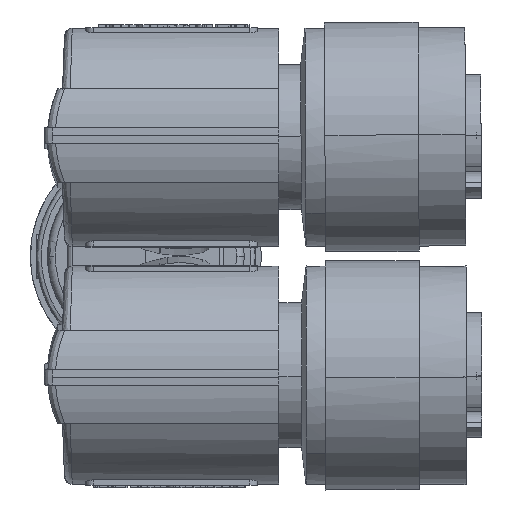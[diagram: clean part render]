
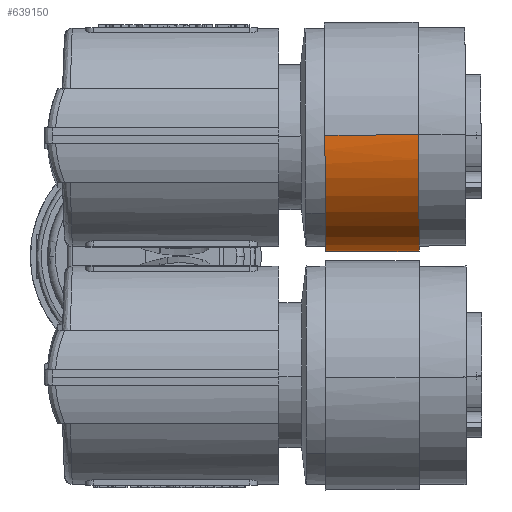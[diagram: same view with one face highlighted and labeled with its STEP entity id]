
A CAD part, left-side view. The second image highlights one B-rep face of the part: STEP entity #639150.
In plain terms, the highlighted cylindrical face has radius 7.35 mm (diameter 14.7 mm), a partial arc.
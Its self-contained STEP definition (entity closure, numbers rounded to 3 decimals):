
#606870=CARTESIAN_POINT('',(20.479,46.441,
9.45));
#606880=DIRECTION('',(0.005,1.,
0.));
#606890=DIRECTION('',(0.,0.,
-1.));
#606900=AXIS2_PLACEMENT_3D('',#606870,#606880,#606890);
#606910=CIRCLE('',#606900,7.35);
#606920=CARTESIAN_POINT('',(17.771,46.454,
2.617));
#606930=VERTEX_POINT('',#606920);
#606940=CARTESIAN_POINT('',(20.482,46.442,
16.8));
#606950=VERTEX_POINT('',#606940);
#606960=EDGE_CURVE('',#606930,#606950,#606910,.T.);
#606980=CARTESIAN_POINT('',(20.477,46.44,
2.1));
#606990=VERTEX_POINT('',#606980);
#607020=EDGE_CURVE('',#606990,#606930,#606910,.T.);
#616120=CARTESIAN_POINT('',(20.508,52.441,
9.449));
#616130=DIRECTION('',(0.005,1.,
0.));
#616140=DIRECTION('',(0.,0.,
-1.));
#616150=AXIS2_PLACEMENT_3D('',#616120,#616130,#616140);
#616160=CIRCLE('',#616150,7.35);
#616170=CARTESIAN_POINT('',(20.511,52.442,
16.799));
#616180=VERTEX_POINT('',#616170);
#616190=CARTESIAN_POINT('',(20.506,52.44,
2.099));
#616200=VERTEX_POINT('',#616190);
#616230=CARTESIAN_POINT('',(20.198,52.442,
2.106));
#616240=VERTEX_POINT('',#616230);
#616250=EDGE_CURVE('',#616240,#616180,#616160,.T.);
#616270=EDGE_CURVE('',#616200,#616240,#616160,.T.);
#638920=CARTESIAN_POINT('',(20.508,52.441,
9.449));
#638930=DIRECTION('',(0.005,1.,
0.));
#638940=DIRECTION('',(0.,0.,
-1.));
#638950=AXIS2_PLACEMENT_3D('',#638920,#638930,#638940);
#638960=CYLINDRICAL_SURFACE('',#638950,7.35);
#638970=CARTESIAN_POINT('',(20.506,52.44,
2.099));
#638980=DIRECTION('',(0.005,1.,
0.));
#638990=VECTOR('',#638980,1.);
#639000=LINE('',#638970,#638990);
#639010=EDGE_CURVE('',#606990,#616200,#639000,.T.);
#639020=ORIENTED_EDGE('',*,*,#639010,.F.);
#639030=ORIENTED_EDGE('',*,*,#616270,.F.);
#639040=ORIENTED_EDGE('',*,*,#616250,.F.);
#639050=CARTESIAN_POINT('',(20.511,52.442,
16.799));
#639060=DIRECTION('',(0.005,1.,
0.));
#639070=VECTOR('',#639060,1.);
#639080=LINE('',#639050,#639070);
#639090=EDGE_CURVE('',#606950,#616180,#639080,.T.);
#639100=ORIENTED_EDGE('',*,*,#639090,.T.);
#639110=ORIENTED_EDGE('',*,*,#606960,.T.);
#639120=ORIENTED_EDGE('',*,*,#607020,.T.);
#639130=EDGE_LOOP('',(#639120,#639110,#639100,#639040,#639030,#639020));
#639140=FACE_OUTER_BOUND('',#639130,.T.);
#639150=ADVANCED_FACE('',(#639140),#638960,.T.);
